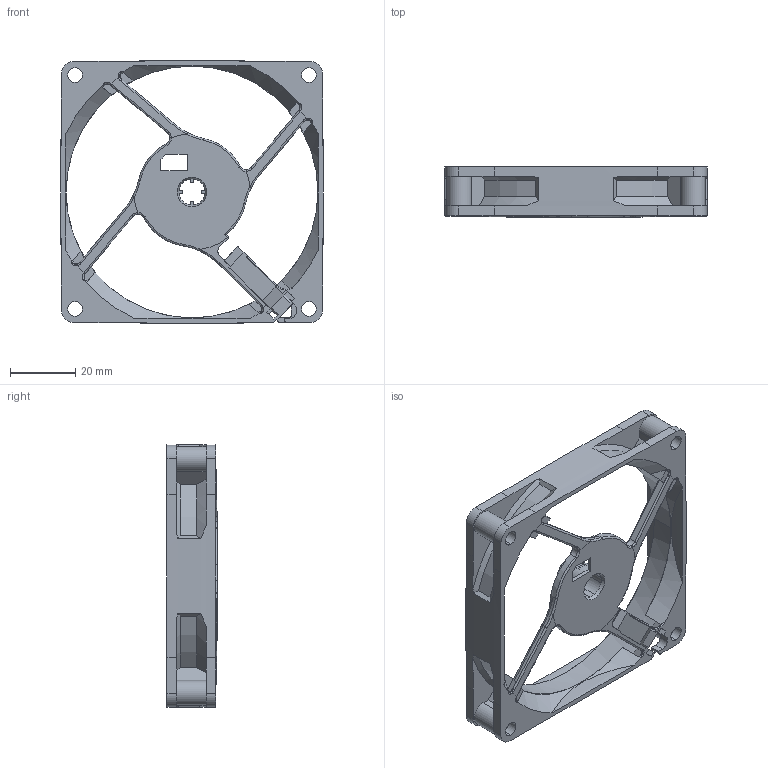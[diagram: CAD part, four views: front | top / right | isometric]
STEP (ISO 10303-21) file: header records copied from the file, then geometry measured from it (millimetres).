
FILE_DESCRIPTION((''),'2;1');
FILE_NAME('2019','2010-01-29T',('COMET.HSU'),(''),'PRO/ENGINEER BY PARAMETRIC TECHNOLOGY CORPORATION, 2005380','PRO/ENGINEER BY PARAMETRIC TECHNOLOGY CORPORATION, 2005380','');
FILE_SCHEMA(('CONFIG_CONTROL_DESIGN'));
Length unit declared in the file: millimetre
Products named in the file (1): 2019
Bounding box: 80.27 x 15.4 x 80.27 mm (x, y, z)
Volume: 16461.3 mm3; surface area: 18133.5 mm2
Topology: 1 solids, 1 shells, 426 faces, 1250 edges, 817 vertices
Faces by surface type: plane 194, cylinder 101, bspline 74, cone 41, torus 16
Entity records: 18416 total; most frequent: CARTESIAN_POINT 7544, ORIENTED_EDGE 2500, DIRECTION 2045, EDGE_CURVE 1250, VERTEX_POINT 817, AXIS2_PLACEMENT_3D 750, VECTOR 545, LINE 545
